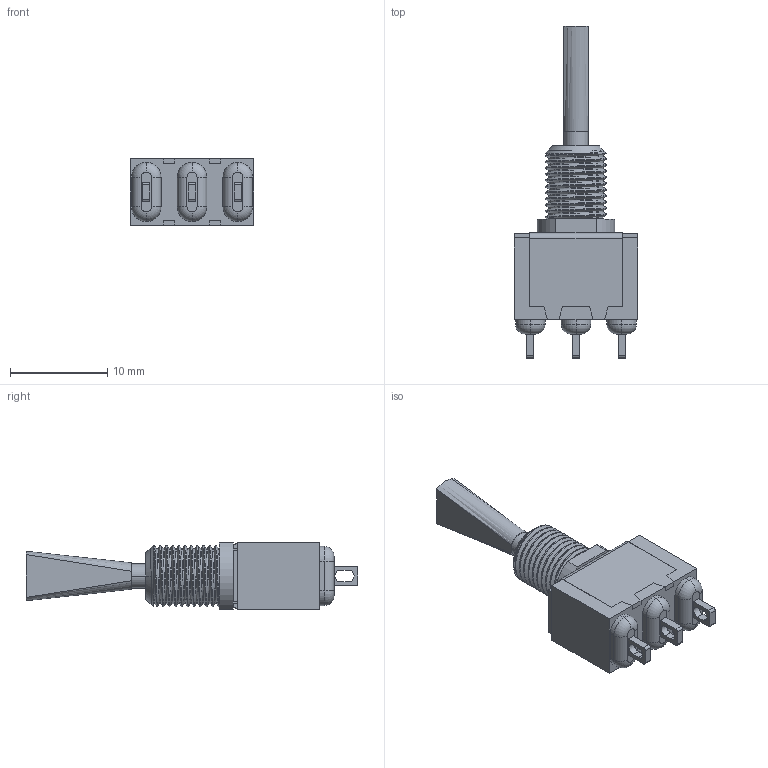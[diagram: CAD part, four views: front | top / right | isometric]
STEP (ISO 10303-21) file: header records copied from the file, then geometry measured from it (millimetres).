
FILE_DESCRIPTION (( 'STEP AP214' ), '1' );
FILE_NAME ('100SP1T6B11M1REH.STEP', '2024-05-04T16:43:25', ( '' ), ( '' ), 'SwSTEP 2.0', 'SolidWorks 2021', '' );
FILE_SCHEMA (( 'AUTOMOTIVE_DESIGN' ));
Length unit declared in the file: millimetre
Products named in the file (1): 100SP1T6B11M1REH
Bounding box: 12.7 x 34.14 x 6.86 mm (x, y, z)
Volume: 1195.1 mm3; surface area: 1754.2 mm2
Topology: 11 solids, 11 shells, 231 faces, 601 edges, 395 vertices
Faces by surface type: plane 120, cylinder 50, bspline 42, torus 12, cone 5, sphere 2
Entity records: 23393 total; most frequent: CARTESIAN_POINT 17468, ORIENTED_EDGE 1202, DIRECTION 938, EDGE_CURVE 601, VERTEX_POINT 395, LINE 340, VECTOR 340, AXIS2_PLACEMENT_3D 299
